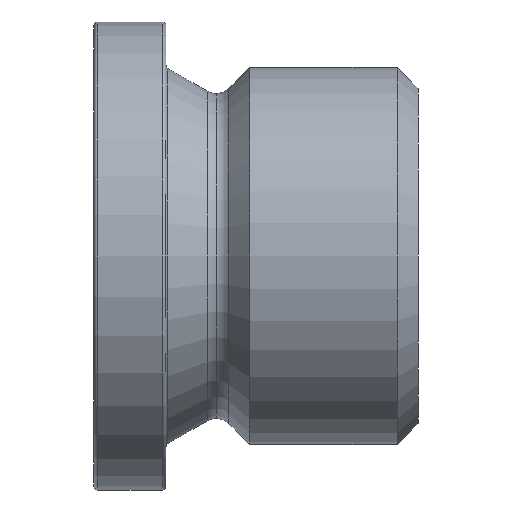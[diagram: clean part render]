
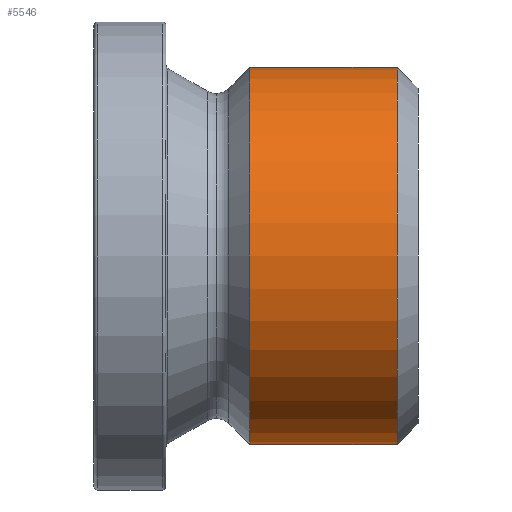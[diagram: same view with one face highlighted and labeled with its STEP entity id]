
A CAD part, front view. The second image highlights one B-rep face of the part: STEP entity #5546.
In plain terms, the highlighted cylindrical face has radius 10.48 mm (diameter 20.96 mm), a partial arc.
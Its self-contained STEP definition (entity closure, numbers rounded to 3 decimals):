
#950 = AXIS2_PLACEMENT_3D ( 'NONE', #1475, #11693, #5163 ) ;
#1308 = CARTESIAN_POINT ( 'NONE',  ( 4.652, 0., 10.48 ) ) ;
#1475 = CARTESIAN_POINT ( 'NONE',  ( -23.608, 0., 0. ) ) ;
#1884 = DIRECTION ( 'NONE',  ( -1., 0., 0. ) ) ;
#2207 = EDGE_CURVE ( 'NONE', #14713, #3471, #11409, .T. ) ;
#3128 = EDGE_CURVE ( 'NONE', #3471, #12460, #4804, .T. ) ;
#3471 = VERTEX_POINT ( 'NONE', #12373 ) ;
#3784 = DIRECTION ( 'NONE',  ( -1., 0., 0. ) ) ;
#4354 = CIRCLE ( 'NONE', #10686, 10.48 ) ;
#4804 = LINE ( 'NONE', #10458, #9786 ) ;
#4896 = CARTESIAN_POINT ( 'NONE',  ( 4.652, 0., 0. ) ) ;
#5163 = DIRECTION ( 'NONE',  ( 0., 0., 1. ) ) ;
#5393 = ORIENTED_EDGE ( 'NONE', *, *, #14538, .F. ) ;
#5546 = ADVANCED_FACE ( 'NONE', ( #14686 ), #6677, .T. ) ;
#5812 = ORIENTED_EDGE ( 'NONE', *, *, #3128, .T. ) ;
#6677 = CYLINDRICAL_SURFACE ( 'NONE', #950, 10.48 ) ;
#7570 = ORIENTED_EDGE ( 'NONE', *, *, #13069, .F. ) ;
#8197 = CARTESIAN_POINT ( 'NONE',  ( 12.84, 0., 0. ) ) ;
#8307 = VERTEX_POINT ( 'NONE', #13363 ) ;
#8338 = VECTOR ( 'NONE', #1884, 1000. ) ;
#9061 = LINE ( 'NONE', #10940, #8338 ) ;
#9235 = DIRECTION ( 'NONE',  ( 0., 0., 1. ) ) ;
#9338 = DIRECTION ( 'NONE',  ( -1., 0., 0. ) ) ;
#9786 = VECTOR ( 'NONE', #3784, 1000. ) ;
#10458 = CARTESIAN_POINT ( 'NONE',  ( -23.608, 0., 10.48 ) ) ;
#10624 = EDGE_LOOP ( 'NONE', ( #7570, #14312, #5812, #5393 ) ) ;
#10686 = AXIS2_PLACEMENT_3D ( 'NONE', #4896, #12840, #9235 ) ;
#10901 = CARTESIAN_POINT ( 'NONE',  ( 12.84, 0., -10.48 ) ) ;
#10940 = CARTESIAN_POINT ( 'NONE',  ( -23.608, 0., -10.48 ) ) ;
#11409 = CIRCLE ( 'NONE', #11541, 10.48 ) ;
#11541 = AXIS2_PLACEMENT_3D ( 'NONE', #8197, #9338, #11630 ) ;
#11630 = DIRECTION ( 'NONE',  ( 0., 0., 1. ) ) ;
#11693 = DIRECTION ( 'NONE',  ( -1., 0., 0. ) ) ;
#12373 = CARTESIAN_POINT ( 'NONE',  ( 12.84, 0., 10.48 ) ) ;
#12460 = VERTEX_POINT ( 'NONE', #1308 ) ;
#12840 = DIRECTION ( 'NONE',  ( -1., 0., 0. ) ) ;
#13069 = EDGE_CURVE ( 'NONE', #14713, #8307, #9061, .T. ) ;
#13363 = CARTESIAN_POINT ( 'NONE',  ( 4.652, 0., -10.48 ) ) ;
#14312 = ORIENTED_EDGE ( 'NONE', *, *, #2207, .T. ) ;
#14538 = EDGE_CURVE ( 'NONE', #8307, #12460, #4354, .T. ) ;
#14686 = FACE_OUTER_BOUND ( 'NONE', #10624, .T. ) ;
#14713 = VERTEX_POINT ( 'NONE', #10901 ) ;
